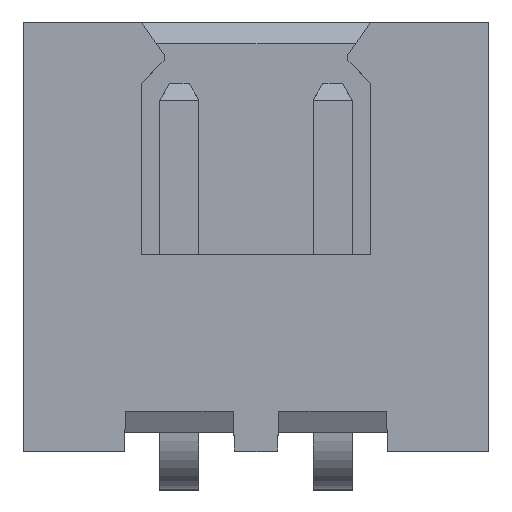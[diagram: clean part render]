
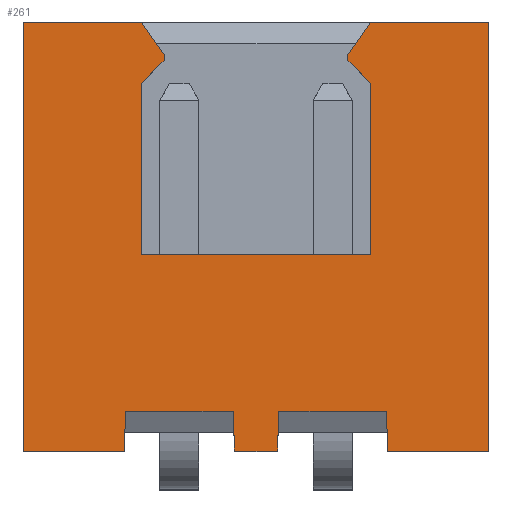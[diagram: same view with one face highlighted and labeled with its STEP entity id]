
A CAD part, top view. The second image highlights one B-rep face of the part: STEP entity #261.
In plain terms, the highlighted planar face has unit normal (0, 0, 1).
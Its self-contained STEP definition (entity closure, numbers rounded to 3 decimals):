
#261=ADVANCED_FACE('',(#814),#816,.T.);
#814=FACE_BOUND('',#815,.T.);
#815=EDGE_LOOP('',(#1246,#1247,#1248,#1249,#1250,#1251,#1252,#1253,#1254,#1255,#1256,
#1257,#1258,#1259,#1260,#1261,#1262,#1263,#1264,#1265,#1266,#1267));
#816=PLANE('',#817);
#817=AXIS2_PLACEMENT_3D('',#818,#819,#820);
#818=CARTESIAN_POINT('',(-5.05,0.3,5.75));
#819=DIRECTION('',(0.,0.,1.));
#820=DIRECTION('',(1.,0.,0.));
#1246=ORIENTED_EDGE('',*,*,#1568,.T.);
#1247=ORIENTED_EDGE('',*,*,#1540,.T.);
#1248=ORIENTED_EDGE('',*,*,#1563,.T.);
#1249=ORIENTED_EDGE('',*,*,#1569,.T.);
#1250=ORIENTED_EDGE('',*,*,#1570,.T.);
#1251=ORIENTED_EDGE('',*,*,#1571,.T.);
#1252=ORIENTED_EDGE('',*,*,#1572,.T.);
#1253=ORIENTED_EDGE('',*,*,#1573,.T.);
#1254=ORIENTED_EDGE('',*,*,#1574,.F.);
#1255=ORIENTED_EDGE('',*,*,#1575,.T.);
#1256=ORIENTED_EDGE('',*,*,#1576,.T.);
#1257=ORIENTED_EDGE('',*,*,#1577,.T.);
#1258=ORIENTED_EDGE('',*,*,#1578,.T.);
#1259=ORIENTED_EDGE('',*,*,#1579,.T.);
#1260=ORIENTED_EDGE('',*,*,#1580,.T.);
#1261=ORIENTED_EDGE('',*,*,#1581,.T.);
#1262=ORIENTED_EDGE('',*,*,#1582,.T.);
#1263=ORIENTED_EDGE('',*,*,#1583,.T.);
#1264=ORIENTED_EDGE('',*,*,#1584,.F.);
#1265=ORIENTED_EDGE('',*,*,#1585,.F.);
#1266=ORIENTED_EDGE('',*,*,#1564,.T.);
#1267=ORIENTED_EDGE('',*,*,#1548,.T.);
#1540=EDGE_CURVE('',#1707,#1708,#1709,.F.);
#1548=EDGE_CURVE('',#1724,#1722,#1725,.F.);
#1563=EDGE_CURVE('',#1708,#1749,#1751,.T.);
#1564=EDGE_CURVE('',#1752,#1724,#1753,.T.);
#1568=EDGE_CURVE('',#1722,#1707,#1757,.F.);
#1569=EDGE_CURVE('',#1749,#1758,#1759,.F.);
#1570=EDGE_CURVE('',#1758,#1760,#1761,.F.);
#1571=EDGE_CURVE('',#1760,#1762,#1763,.F.);
#1572=EDGE_CURVE('',#1762,#1764,#1765,.T.);
#1573=EDGE_CURVE('',#1764,#1766,#1767,.T.);
#1574=EDGE_CURVE('',#1768,#1766,#1769,.T.);
#1575=EDGE_CURVE('',#1768,#1770,#1771,.F.);
#1576=EDGE_CURVE('',#1770,#1772,#1773,.F.);
#1577=EDGE_CURVE('',#1772,#1774,#1775,.F.);
#1578=EDGE_CURVE('',#1774,#1776,#1777,.F.);
#1579=EDGE_CURVE('',#1776,#1778,#1779,.F.);
#1580=EDGE_CURVE('',#1778,#1780,#1781,.F.);
#1581=EDGE_CURVE('',#1780,#1782,#1783,.F.);
#1582=EDGE_CURVE('',#1782,#1784,#1785,.F.);
#1583=EDGE_CURVE('',#1784,#1786,#1787,.F.);
#1584=EDGE_CURVE('',#1788,#1786,#1789,.T.);
#1585=EDGE_CURVE('',#1752,#1788,#1790,.T.);
#1707=VERTEX_POINT('',#1982);
#1708=VERTEX_POINT('',#1983);
#1709=LINE('',#1984,#1985);
#1722=VERTEX_POINT('',#2011);
#1724=VERTEX_POINT('',#2015);
#1725=LINE('',#2016,#2017);
#1749=VERTEX_POINT('',#2068);
#1751=LINE('',#2072,#2073);
#1752=VERTEX_POINT('',#2075);
#1753=LINE('',#2076,#2077);
#1757=LINE('',#2088,#2089);
#1758=VERTEX_POINT('',#2091);
#1759=LINE('',#2092,#2093);
#1760=VERTEX_POINT('',#2095);
#1761=LINE('',#2096,#2097);
#1762=VERTEX_POINT('',#2099);
#1763=LINE('',#2100,#2101);
#1764=VERTEX_POINT('',#2103);
#1765=LINE('',#2104,#2105);
#1766=VERTEX_POINT('',#2107);
#1767=LINE('',#2108,#2109);
#1768=VERTEX_POINT('',#2111);
#1769=LINE('',#2112,#2113);
#1770=VERTEX_POINT('',#2115);
#1771=LINE('',#2116,#2117);
#1772=VERTEX_POINT('',#2119);
#1773=LINE('',#2120,#2121);
#1774=VERTEX_POINT('',#2123);
#1775=LINE('',#2124,#2125);
#1776=VERTEX_POINT('',#2127);
#1777=LINE('',#2128,#2129);
#1778=VERTEX_POINT('',#2131);
#1779=LINE('',#2132,#2133);
#1780=VERTEX_POINT('',#2135);
#1781=LINE('',#2136,#2137);
#1782=VERTEX_POINT('',#2139);
#1783=LINE('',#2140,#2141);
#1784=VERTEX_POINT('',#2143);
#1785=LINE('',#2144,#2145);
#1786=VERTEX_POINT('',#2147);
#1787=LINE('',#2148,#2149);
#1788=VERTEX_POINT('',#2151);
#1789=LINE('',#2152,#2153);
#1790=LINE('',#2155,#2156);
#1982=CARTESIAN_POINT('',(-1.623,0.95,5.75));
#1983=CARTESIAN_POINT('',(-1.6,0.3,5.75));
#1984=CARTESIAN_POINT('',(-1.6,0.3,5.75));
#1985=VECTOR('',#1986,1.);
#1986=DIRECTION('',(-0.035,0.999,0.));
#2011=CARTESIAN_POINT('',(-3.377,0.95,5.75));
#2015=CARTESIAN_POINT('',(-3.4,0.3,5.75));
#2016=CARTESIAN_POINT('',(-3.377,0.95,5.75));
#2017=VECTOR('',#2018,1.);
#2018=DIRECTION('',(-0.035,-0.999,0.));
#2068=CARTESIAN_POINT('',(-0.9,0.3,5.75));
#2072=CARTESIAN_POINT('',(-1.6,0.3,5.75));
#2073=VECTOR('',#2074,1.);
#2074=DIRECTION('',(1.,0.,0.));
#2075=CARTESIAN_POINT('',(-5.05,0.3,5.75));
#2076=CARTESIAN_POINT('',(-5.05,0.3,5.75));
#2077=VECTOR('',#2078,1.);
#2078=DIRECTION('',(1.,0.,0.));
#2088=CARTESIAN_POINT('',(-1.623,0.95,5.75));
#2089=VECTOR('',#2090,1.);
#2090=DIRECTION('',(-1.,0.,0.));
#2091=CARTESIAN_POINT('',(-0.877,0.95,5.75));
#2092=CARTESIAN_POINT('',(-0.877,0.95,5.75));
#2093=VECTOR('',#2094,1.);
#2094=DIRECTION('',(-0.035,-0.999,0.));
#2095=CARTESIAN_POINT('',(0.877,0.95,5.75));
#2096=CARTESIAN_POINT('',(0.877,0.95,5.75));
#2097=VECTOR('',#2098,1.);
#2098=DIRECTION('',(-1.,0.,0.));
#2099=CARTESIAN_POINT('',(0.9,0.3,5.75));
#2100=CARTESIAN_POINT('',(0.9,0.3,5.75));
#2101=VECTOR('',#2102,1.);
#2102=DIRECTION('',(-0.035,0.999,0.));
#2103=CARTESIAN_POINT('',(2.55,0.3,5.75));
#2104=CARTESIAN_POINT('',(0.9,0.3,5.75));
#2105=VECTOR('',#2106,1.);
#2106=DIRECTION('',(1.,0.,0.));
#2107=CARTESIAN_POINT('',(2.55,7.3,5.75));
#2108=CARTESIAN_POINT('',(2.55,0.3,5.75));
#2109=VECTOR('',#2110,1.);
#2110=DIRECTION('',(0.,1.,0.));
#2111=CARTESIAN_POINT('',(0.621,7.3,5.75));
#2112=CARTESIAN_POINT('',(0.621,7.3,5.75));
#2113=VECTOR('',#2114,1.);
#2114=DIRECTION('',(1.,0.,0.));
#2115=CARTESIAN_POINT('',(0.25,6.771,5.75));
#2116=CARTESIAN_POINT('',(0.25,6.771,5.75));
#2117=VECTOR('',#2118,1.);
#2118=DIRECTION('',(0.574,0.819,0.));
#2119=CARTESIAN_POINT('',(0.25,6.671,5.75));
#2120=CARTESIAN_POINT('',(0.25,6.671,5.75));
#2121=VECTOR('',#2122,1.);
#2122=DIRECTION('',(0.,1.,0.));
#2123=CARTESIAN_POINT('',(0.621,6.3,5.75));
#2124=CARTESIAN_POINT('',(0.621,6.3,5.75));
#2125=VECTOR('',#2126,1.);
#2126=DIRECTION('',(-0.707,0.707,0.));
#2127=CARTESIAN_POINT('',(0.621,3.5,5.75));
#2128=CARTESIAN_POINT('',(0.621,3.5,5.75));
#2129=VECTOR('',#2130,1.);
#2130=DIRECTION('',(0.,1.,0.));
#2131=CARTESIAN_POINT('',(-3.121,3.5,5.75));
#2132=CARTESIAN_POINT('',(-3.121,3.5,5.75));
#2133=VECTOR('',#2134,1.);
#2134=DIRECTION('',(1.,0.,0.));
#2135=CARTESIAN_POINT('',(-3.121,6.3,5.75));
#2136=CARTESIAN_POINT('',(-3.121,6.3,5.75));
#2137=VECTOR('',#2138,1.);
#2138=DIRECTION('',(0.,-1.,0.));
#2139=CARTESIAN_POINT('',(-2.75,6.671,5.75));
#2140=CARTESIAN_POINT('',(-2.75,6.671,5.75));
#2141=VECTOR('',#2142,1.);
#2142=DIRECTION('',(-0.707,-0.707,0.));
#2143=CARTESIAN_POINT('',(-2.75,6.771,5.75));
#2144=CARTESIAN_POINT('',(-2.75,6.771,5.75));
#2145=VECTOR('',#2146,1.);
#2146=DIRECTION('',(0.,-1.,0.));
#2147=CARTESIAN_POINT('',(-3.121,7.3,5.75));
#2148=CARTESIAN_POINT('',(-3.121,7.3,5.75));
#2149=VECTOR('',#2150,1.);
#2150=DIRECTION('',(0.574,-0.819,0.));
#2151=CARTESIAN_POINT('',(-5.05,7.3,5.75));
#2152=CARTESIAN_POINT('',(-5.05,7.3,5.75));
#2153=VECTOR('',#2154,1.);
#2154=DIRECTION('',(1.,0.,0.));
#2155=CARTESIAN_POINT('',(-5.05,0.3,5.75));
#2156=VECTOR('',#2157,1.);
#2157=DIRECTION('',(0.,1.,0.));
